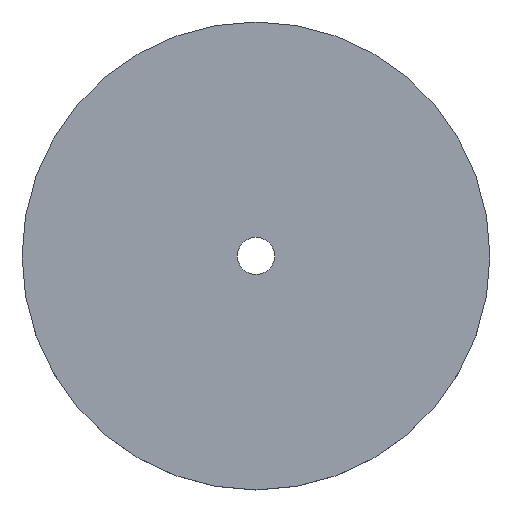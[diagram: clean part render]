
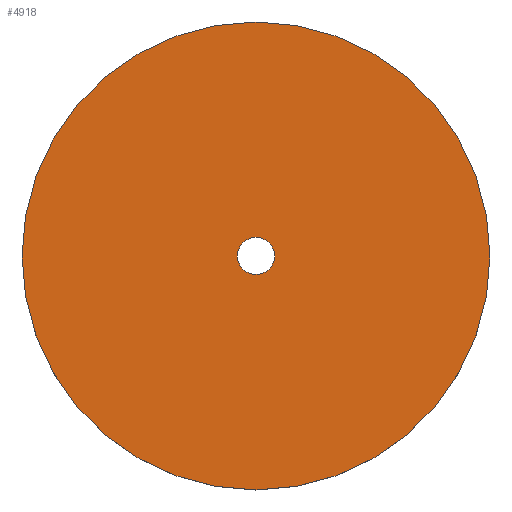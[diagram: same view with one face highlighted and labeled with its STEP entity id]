
A CAD part, top view. The second image highlights one B-rep face of the part: STEP entity #4918.
In plain terms, the highlighted planar face has unit normal (0, 0, 1).
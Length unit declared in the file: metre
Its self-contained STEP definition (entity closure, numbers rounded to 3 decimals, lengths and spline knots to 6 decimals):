
#822=PLANE('',#5208);
#827=ORIENTED_EDGE('',*,*,#2455,.F.);
#828=ORIENTED_EDGE('',*,*,#2453,.T.);
#2453=EDGE_CURVE('',#3267,#3267,#3811,.T.);
#2455=EDGE_CURVE('',#3269,#3269,#3813,.T.);
#3267=VERTEX_POINT('',#7127);
#3269=VERTEX_POINT('',#7132);
#3811=CIRCLE('',#5206,0.082028);
#3813=CIRCLE('',#5209,0.006515);
#4177=EDGE_LOOP('',(#827));
#4178=EDGE_LOOP('',(#828));
#4457=FACE_BOUND('',#4177,.T.);
#4458=FACE_BOUND('',#4178,.T.);
#4918=ADVANCED_FACE('',(#4457,#4458),#822,.T.);
#5206=AXIS2_PLACEMENT_3D('',#7126,#5758,#5759);
#5208=AXIS2_PLACEMENT_3D('',#7130,#5762,#5763);
#5209=AXIS2_PLACEMENT_3D('',#7131,#5764,#5765);
#5758=DIRECTION('',(0.,0.,1.));
#5759=DIRECTION('',(1.,0.,0.));
#5762=DIRECTION('',(0.,0.,1.));
#5763=DIRECTION('',(1.,0.,0.));
#5764=DIRECTION('',(0.,0.,1.));
#5765=DIRECTION('',(1.,0.,0.));
#7126=CARTESIAN_POINT('',(0.,0.,0.01524));
#7127=CARTESIAN_POINT('',(0.082028,0.,0.01524));
#7130=CARTESIAN_POINT('',(0.,0.,0.01524));
#7131=CARTESIAN_POINT('',(0.,0.,0.01524));
#7132=CARTESIAN_POINT('',(0.006515,0.,0.01524));
